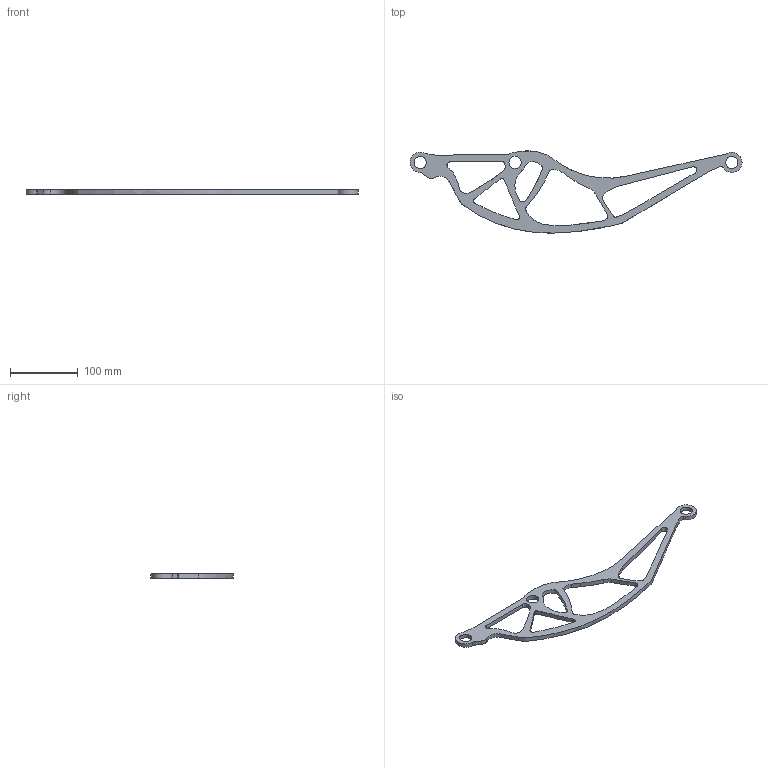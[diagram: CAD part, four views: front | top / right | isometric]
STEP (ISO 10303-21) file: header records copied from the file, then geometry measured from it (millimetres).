
FILE_DESCRIPTION(/* description */ (''),/* implementation_level */ '2;1');
FILE_NAME(/* name */ 'Final_make v14.step',/* time_stamp */ '2024-03-13T16:41:35Z',/* author */ (''),/* organization */ (''),/* preprocessor_version */ 'ST-DEVELOPER v20',/* originating_system */ 'Autodesk Translation Framework v12.20.1.177',/* authorisation */ '');
FILE_SCHEMA (('AUTOMOTIVE_DESIGN { 1 0 10303 214 3 1 1 }'));
Length unit declared in the file: millimetre
Products named in the file (1): Final_make
Bounding box: 489.98 x 121.34 x 6.3 mm (x, y, z)
Volume: 85380.9 mm3; surface area: 45066 mm2
Topology: 1 solids, 1 shells, 89 faces, 261 edges, 174 vertices
Faces by surface type: bspline 52, plane 20, cylinder 17
Full cylindrical faces by diameter (mm): 18 x3
Entity records: 19032 total; most frequent: CARTESIAN_POINT 17059, ORIENTED_EDGE 522, EDGE_CURVE 261, DIRECTION 242, VERTEX_POINT 174, EDGE_LOOP 105, LINE 94, VECTOR 94
